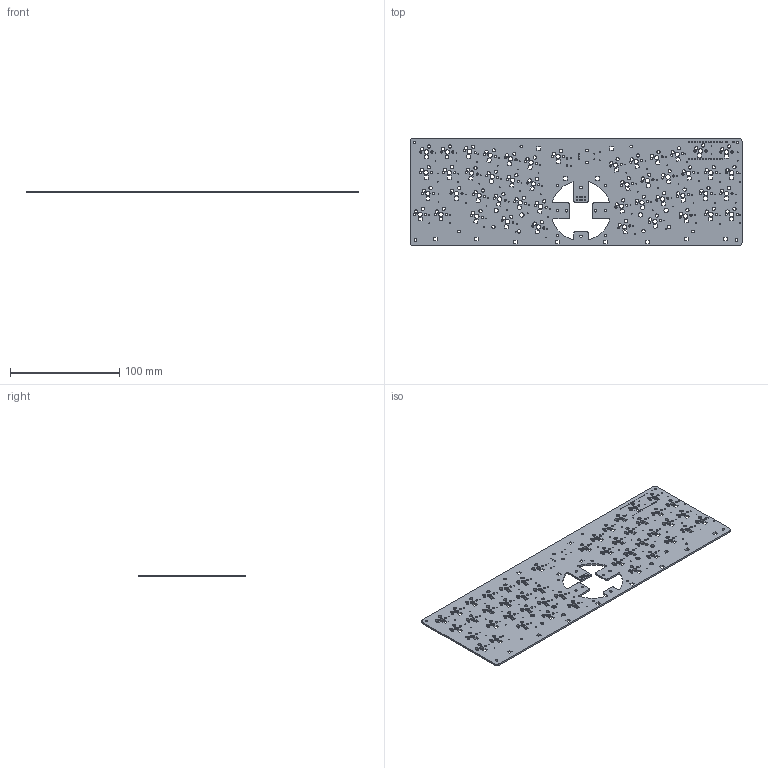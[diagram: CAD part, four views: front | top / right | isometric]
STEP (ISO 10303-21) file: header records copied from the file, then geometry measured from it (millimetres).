
FILE_DESCRIPTION(('KiCad electronic assembly'),'2;1');
FILE_NAME('aliceball.step','2022-02-06T16:27:04',('Pcbnew'),('Kicad'), 'Open CASCADE STEP processor 7.6','KiCad to STEP converter','Unknown' );
FILE_SCHEMA(('AUTOMOTIVE_DESIGN { 1 0 10303 214 1 1 1 1 }'));
Length unit declared in the file: millimetre
Products named in the file (2): aliceball 1; aliceball PCB
Assembly tree (1 placements, depth 2):
  aliceball 1
    aliceball PCB
Bounding box: 304.35 x 98.8 x 1.6 mm (x, y, z)
Volume: 41743.3 mm3; surface area: 59431.6 mm2
Topology: 1 solids, 1 shells, 686 faces, 2052 edges, 1368 vertices
Faces by surface type: cylinder 428, plane 258
Full cylindrical faces by diameter (mm): 0.813 x122, 1 x5, 1.016 x8, 1.3 x4, 1.8 x4, 2 x90, 2.2 x16, 2.26 x2, 3 x94, 3.05 x4, 4 x51
Entity records: 54591 total; most frequent: CARTESIAN_POINT 13348, DIRECTION 7532, LINE 4444, VECTOR 4444, ORIENTED_EDGE 4104, PCURVE 4104, DEFINITIONAL_REPRESENTATION 4104, EDGE_CURVE 2052
